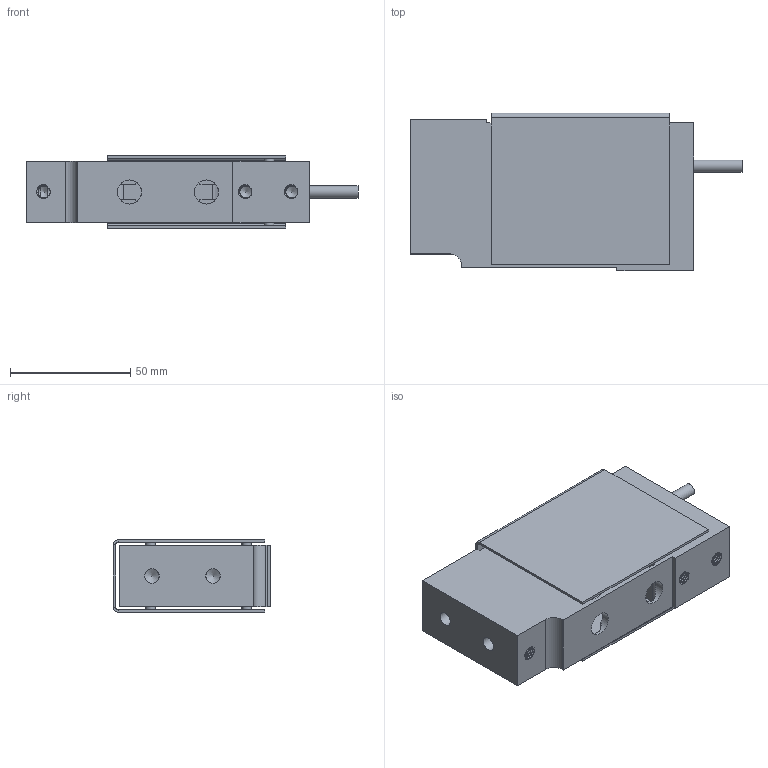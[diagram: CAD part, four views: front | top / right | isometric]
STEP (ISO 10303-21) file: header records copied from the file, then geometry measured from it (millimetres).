
FILE_DESCRIPTION(/* description */ (''),/* implementation_level */ '2;1');
FILE_NAME(/* name */ '651AA-(10-100)kg v2.step',/* time_stamp */ '2020-02-11T09:58:51-08:00',/* author */ (''),/* organization */ (''),/* preprocessor_version */ 'ST-DEVELOPER v18',/* originating_system */ 'Autodesk Translation Framework v8.12.0.6',/* authorisation */ '');
FILE_SCHEMA (('AUTOMOTIVE_DESIGN { 1 0 10303 214 3 1 1 }'));
Length unit declared in the file: millimetre
Products named in the file (1): 651AA-(10-100)kg
Bounding box: 138 x 65.5 x 30 mm (x, y, z)
Volume: 124137 mm3; surface area: 50747.5 mm2
Topology: 2 solids, 2 shells, 360 faces, 993 edges, 636 vertices
Faces by surface type: cylinder 262, plane 64, bspline 27, cone 7
Full cylindrical faces by diameter (mm): 4 x4, 5.035 x98, 5.1 x1, 6 x2, 6.147 x92, 10 x4
Entity records: 22972 total; most frequent: CARTESIAN_POINT 14772, ORIENTED_EDGE 1972, DIRECTION 1272, EDGE_CURVE 986, VERTEX_POINT 636, B_SPLINE_CURVE_WITH_KNOTS 496, AXIS2_PLACEMENT_3D 448, EDGE_LOOP 382
